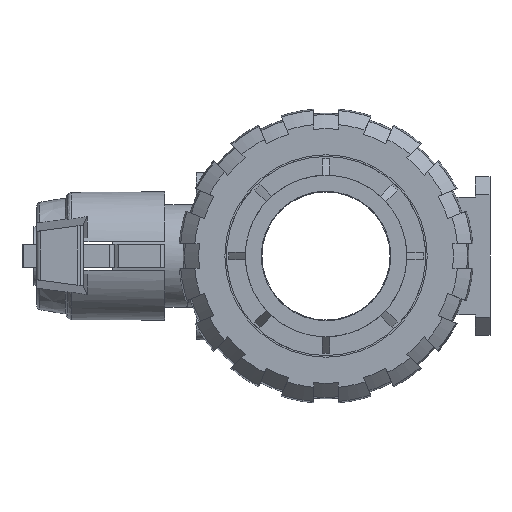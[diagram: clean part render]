
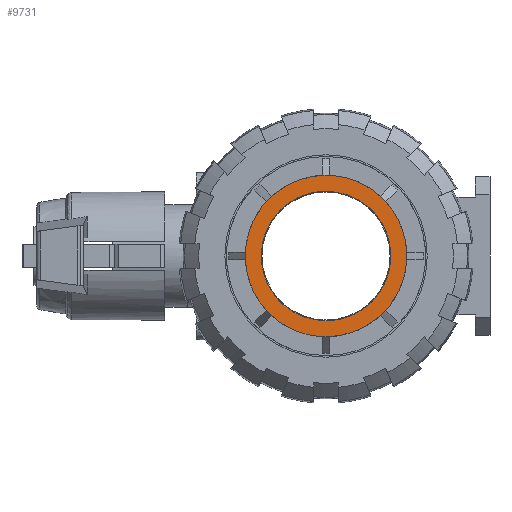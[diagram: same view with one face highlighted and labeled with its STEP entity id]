
A CAD part, left-side view. The second image highlights one B-rep face of the part: STEP entity #9731.
In plain terms, the highlighted planar face has unit normal (-1, 0, 0).
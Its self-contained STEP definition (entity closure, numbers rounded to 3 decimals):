
#533=FACE_BOUND('',#1958,.T.);
#1006=PLANE('',#10443);
#1415=FACE_OUTER_BOUND('',#1957,.T.);
#1957=EDGE_LOOP('',(#7527,#7528));
#1958=EDGE_LOOP('',(#7529,#7530));
#3719=B_SPLINE_CURVE_WITH_KNOTS('',3,(#17461,#17462,#17463,#17464,#17465,
#17466,#17467,#17468,#17469,#17470,#17471,#17472,#17473,#17474,#17475,#17476,
#17477,#17478,#17479,#17480),.UNSPECIFIED.,.F.,.F.,(4,2,2,2,2,2,2,2,2,4),
(-7.957,-7.432,-6.904,-5.918,
-4.932,-3.945,-2.959,-1.973,
-0.986,-0.003),.UNSPECIFIED.);
#3720=B_SPLINE_CURVE_WITH_KNOTS('',3,(#17484,#17485,#17486,#17487,#17488,
#17489,#17490,#17491,#17492,#17493,#17494,#17495,#17496,#17497,#17498,#17499,
#17500,#17501,#17502,#17503),.UNSPECIFIED.,.F.,.F.,(4,2,2,2,2,2,2,2,2,4),
(-9.927,-9.272,-8.614,-7.383,
-6.153,-4.922,-3.692,-2.461,
-1.231,-0.003),.UNSPECIFIED.);
#3721=B_SPLINE_CURVE_WITH_KNOTS('',3,(#17504,#17505,#17506,#17507,#17508,
#17509,#17510,#17511,#17512,#17513,#17514,#17515,#17516,#17517,#17518,#17519,
#17520,#17521,#17522,#17523),.UNSPECIFIED.,.F.,.F.,(4,2,2,2,2,2,2,2,2,4),
(-9.927,-9.272,-8.614,-7.383,
-6.153,-4.922,-3.692,-2.461,
-1.231,-0.003),.UNSPECIFIED.);
#3722=B_SPLINE_CURVE_WITH_KNOTS('',3,(#17524,#17525,#17526,#17527,#17528,
#17529,#17530,#17531,#17532,#17533,#17534,#17535,#17536,#17537,#17538,#17539,
#17540,#17541,#17542,#17543),.UNSPECIFIED.,.F.,.F.,(4,2,2,2,2,2,2,2,2,4),
(-7.957,-7.432,-6.904,-5.918,
-4.932,-3.945,-2.959,-1.973,
-0.986,-0.003),.UNSPECIFIED.);
#4244=VERTEX_POINT('',#17296);
#4246=VERTEX_POINT('',#17459);
#4247=VERTEX_POINT('',#17482);
#4248=VERTEX_POINT('',#17483);
#5454=EDGE_CURVE('',#4244,#4246,#3719,.T.);
#5455=EDGE_CURVE('',#4247,#4248,#3720,.F.);
#5456=EDGE_CURVE('',#4248,#4247,#3721,.F.);
#5457=EDGE_CURVE('',#4244,#4246,#3722,.F.);
#7527=ORIENTED_EDGE('',*,*,#5455,.F.);
#7528=ORIENTED_EDGE('',*,*,#5456,.F.);
#7529=ORIENTED_EDGE('',*,*,#5457,.F.);
#7530=ORIENTED_EDGE('',*,*,#5454,.T.);
#9731=ADVANCED_FACE('',(#1415,#533),#1006,.T.);
#10443=AXIS2_PLACEMENT_3D('',#17481,#12077,#12078);
#12077=DIRECTION('center_axis',(-1.,0.,0.));
#12078=DIRECTION('ref_axis',(0.,0.,-1.));
#17296=CARTESIAN_POINT('',(-136.5,0.,-25.25));
#17459=CARTESIAN_POINT('',(-136.5,0.,25.25));
#17461=CARTESIAN_POINT('Ctrl Pts',(-136.5,0.,-25.25));
#17462=CARTESIAN_POINT('Ctrl Pts',(-136.5,1.751,-25.25));
#17463=CARTESIAN_POINT('Ctrl Pts',(-136.5,3.497,-25.068));
#17464=CARTESIAN_POINT('Ctrl Pts',(-136.5,6.931,-24.344));
#17465=CARTESIAN_POINT('Ctrl Pts',(-136.5,8.61,-23.802));
#17466=CARTESIAN_POINT('Ctrl Pts',(-136.5,13.225,-21.759));
#17467=CARTESIAN_POINT('Ctrl Pts',(-136.5,15.943,-19.854));
#17468=CARTESIAN_POINT('Ctrl Pts',(-136.5,20.496,-15.109));
#17469=CARTESIAN_POINT('Ctrl Pts',(-136.5,22.287,-12.315));
#17470=CARTESIAN_POINT('Ctrl Pts',(-136.5,24.698,-6.196));
#17471=CARTESIAN_POINT('Ctrl Pts',(-136.5,25.294,-2.931));
#17472=CARTESIAN_POINT('Ctrl Pts',(-136.5,25.201,3.644));
#17473=CARTESIAN_POINT('Ctrl Pts',(-136.5,24.513,6.892));
#17474=CARTESIAN_POINT('Ctrl Pts',(-136.5,21.931,12.939));
#17475=CARTESIAN_POINT('Ctrl Pts',(-136.5,20.062,15.682));
#17476=CARTESIAN_POINT('Ctrl Pts',(-136.5,15.377,20.296));
#17477=CARTESIAN_POINT('Ctrl Pts',(-136.5,12.607,22.124));
#17478=CARTESIAN_POINT('Ctrl Pts',(-136.5,6.528,24.611));
#17479=CARTESIAN_POINT('Ctrl Pts',(-136.5,3.28,25.25));
#17480=CARTESIAN_POINT('Ctrl Pts',(-136.5,0.,25.25));
#17481=CARTESIAN_POINT('Origin',(-136.5,32.764,32.76));
#17482=CARTESIAN_POINT('',(-136.5,0.,-31.5));
#17483=CARTESIAN_POINT('',(-136.5,0.,31.5));
#17484=CARTESIAN_POINT('Ctrl Pts',(-136.5,0.,31.5));
#17485=CARTESIAN_POINT('Ctrl Pts',(-136.5,2.184,31.5));
#17486=CARTESIAN_POINT('Ctrl Pts',(-136.5,4.362,31.273));
#17487=CARTESIAN_POINT('Ctrl Pts',(-136.5,8.647,30.37));
#17488=CARTESIAN_POINT('Ctrl Pts',(-136.5,10.742,29.694));
#17489=CARTESIAN_POINT('Ctrl Pts',(-136.5,16.499,27.146));
#17490=CARTESIAN_POINT('Ctrl Pts',(-136.5,19.89,24.769));
#17491=CARTESIAN_POINT('Ctrl Pts',(-136.5,25.569,18.85));
#17492=CARTESIAN_POINT('Ctrl Pts',(-136.5,27.804,15.363));
#17493=CARTESIAN_POINT('Ctrl Pts',(-136.5,30.811,7.73));
#17494=CARTESIAN_POINT('Ctrl Pts',(-136.5,31.555,3.657));
#17495=CARTESIAN_POINT('Ctrl Pts',(-136.5,31.439,-4.546));
#17496=CARTESIAN_POINT('Ctrl Pts',(-136.5,30.58,-8.597));
#17497=CARTESIAN_POINT('Ctrl Pts',(-136.5,27.359,-16.142));
#17498=CARTESIAN_POINT('Ctrl Pts',(-136.5,25.027,-19.563));
#17499=CARTESIAN_POINT('Ctrl Pts',(-136.5,19.183,-25.32));
#17500=CARTESIAN_POINT('Ctrl Pts',(-136.5,15.727,-27.6));
#17501=CARTESIAN_POINT('Ctrl Pts',(-136.5,8.144,-30.703));
#17502=CARTESIAN_POINT('Ctrl Pts',(-136.5,4.091,-31.5));
#17503=CARTESIAN_POINT('Ctrl Pts',(-136.5,0.,-31.5));
#17504=CARTESIAN_POINT('Ctrl Pts',(-136.5,0.,-31.5));
#17505=CARTESIAN_POINT('Ctrl Pts',(-136.5,-2.184,-31.5));
#17506=CARTESIAN_POINT('Ctrl Pts',(-136.5,-4.362,-31.273));
#17507=CARTESIAN_POINT('Ctrl Pts',(-136.5,-8.647,-30.37));
#17508=CARTESIAN_POINT('Ctrl Pts',(-136.5,-10.742,-29.694));
#17509=CARTESIAN_POINT('Ctrl Pts',(-136.5,-16.499,-27.146));
#17510=CARTESIAN_POINT('Ctrl Pts',(-136.5,-19.89,-24.769));
#17511=CARTESIAN_POINT('Ctrl Pts',(-136.5,-25.569,-18.85));
#17512=CARTESIAN_POINT('Ctrl Pts',(-136.5,-27.804,-15.363));
#17513=CARTESIAN_POINT('Ctrl Pts',(-136.5,-30.811,-7.73));
#17514=CARTESIAN_POINT('Ctrl Pts',(-136.5,-31.555,-3.657));
#17515=CARTESIAN_POINT('Ctrl Pts',(-136.5,-31.439,4.546));
#17516=CARTESIAN_POINT('Ctrl Pts',(-136.5,-30.58,8.597));
#17517=CARTESIAN_POINT('Ctrl Pts',(-136.5,-27.359,16.142));
#17518=CARTESIAN_POINT('Ctrl Pts',(-136.5,-25.027,19.563));
#17519=CARTESIAN_POINT('Ctrl Pts',(-136.5,-19.183,25.32));
#17520=CARTESIAN_POINT('Ctrl Pts',(-136.5,-15.727,27.6));
#17521=CARTESIAN_POINT('Ctrl Pts',(-136.5,-8.144,30.703));
#17522=CARTESIAN_POINT('Ctrl Pts',(-136.5,-4.091,31.5));
#17523=CARTESIAN_POINT('Ctrl Pts',(-136.5,0.,31.5));
#17524=CARTESIAN_POINT('Ctrl Pts',(-136.5,0.,25.25));
#17525=CARTESIAN_POINT('Ctrl Pts',(-136.5,-1.751,25.25));
#17526=CARTESIAN_POINT('Ctrl Pts',(-136.5,-3.497,25.068));
#17527=CARTESIAN_POINT('Ctrl Pts',(-136.5,-6.931,24.344));
#17528=CARTESIAN_POINT('Ctrl Pts',(-136.5,-8.61,23.802));
#17529=CARTESIAN_POINT('Ctrl Pts',(-136.5,-13.225,21.759));
#17530=CARTESIAN_POINT('Ctrl Pts',(-136.5,-15.943,19.854));
#17531=CARTESIAN_POINT('Ctrl Pts',(-136.5,-20.496,15.109));
#17532=CARTESIAN_POINT('Ctrl Pts',(-136.5,-22.287,12.315));
#17533=CARTESIAN_POINT('Ctrl Pts',(-136.5,-24.698,6.196));
#17534=CARTESIAN_POINT('Ctrl Pts',(-136.5,-25.294,2.931));
#17535=CARTESIAN_POINT('Ctrl Pts',(-136.5,-25.201,-3.644));
#17536=CARTESIAN_POINT('Ctrl Pts',(-136.5,-24.513,-6.892));
#17537=CARTESIAN_POINT('Ctrl Pts',(-136.5,-21.931,-12.939));
#17538=CARTESIAN_POINT('Ctrl Pts',(-136.5,-20.062,-15.682));
#17539=CARTESIAN_POINT('Ctrl Pts',(-136.5,-15.377,-20.296));
#17540=CARTESIAN_POINT('Ctrl Pts',(-136.5,-12.607,-22.124));
#17541=CARTESIAN_POINT('Ctrl Pts',(-136.5,-6.528,-24.611));
#17542=CARTESIAN_POINT('Ctrl Pts',(-136.5,-3.28,-25.25));
#17543=CARTESIAN_POINT('Ctrl Pts',(-136.5,0.,-25.25));
